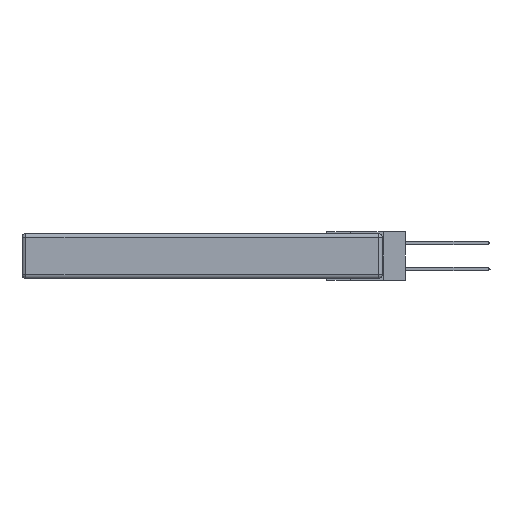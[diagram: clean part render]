
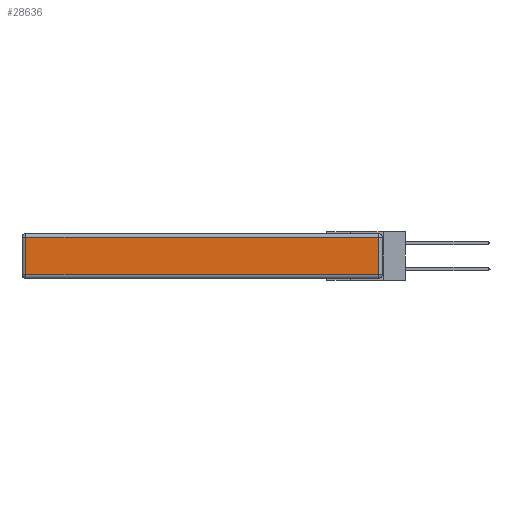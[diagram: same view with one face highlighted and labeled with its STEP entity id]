
A CAD part, left-side view. The second image highlights one B-rep face of the part: STEP entity #28636.
In plain terms, the highlighted planar face has unit normal (-1, 0, 0).
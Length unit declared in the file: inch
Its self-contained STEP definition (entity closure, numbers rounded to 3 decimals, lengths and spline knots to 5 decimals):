
#2587 = DIRECTION ( 'NONE',  ( 0., -1., 0. ) ) ;
#4776 = VECTOR ( 'NONE', #15466, 39.37008 ) ;
#6526 = ORIENTED_EDGE ( 'NONE', *, *, #32771, .T. ) ;
#7166 = DIRECTION ( 'NONE',  ( 0., 1., 0. ) ) ;
#8083 = ORIENTED_EDGE ( 'NONE', *, *, #33737, .T. ) ;
#10600 = CARTESIAN_POINT ( 'NONE',  ( 0., 0., -0.343 ) ) ;
#12440 = CARTESIAN_POINT ( 'NONE',  ( 0., 2.72, -0.313 ) ) ;
#12851 = EDGE_CURVE ( 'NONE', #32307, #17421, #26260, .T. ) ;
#15349 = CARTESIAN_POINT ( 'NONE',  ( 0., 0.03, -0.343 ) ) ;
#15466 = DIRECTION ( 'NONE',  ( 0., 0., 1. ) ) ;
#15866 = VERTEX_POINT ( 'NONE', #12440 ) ;
#15894 = VERTEX_POINT ( 'NONE', #23410 ) ;
#16149 = CARTESIAN_POINT ( 'NONE',  ( 0., 0.03, -0.313 ) ) ;
#16467 = AXIS2_PLACEMENT_3D ( 'NONE', #10600, #18373, #18497 ) ;
#17421 = VERTEX_POINT ( 'NONE', #22263 ) ;
#17736 = EDGE_CURVE ( 'NONE', #17421, #15894, #19077, .T. ) ;
#18373 = DIRECTION ( 'NONE',  ( -1., 0., 0. ) ) ;
#18497 = DIRECTION ( 'NONE',  ( 0., 0., 1. ) ) ;
#19077 = LINE ( 'NONE', #33856, #19950 ) ;
#19833 = ORIENTED_EDGE ( 'NONE', *, *, #17736, .T. ) ;
#19950 = VECTOR ( 'NONE', #7166, 39.37008 ) ;
#22263 = CARTESIAN_POINT ( 'NONE',  ( 0., 0.03, -0.03 ) ) ;
#22572 = CARTESIAN_POINT ( 'NONE',  ( 0., 2.72, -0.343 ) ) ;
#23410 = CARTESIAN_POINT ( 'NONE',  ( 0., 2.72, -0.03 ) ) ;
#23797 = CARTESIAN_POINT ( 'NONE',  ( 0., 0., -0.313 ) ) ;
#25117 = VECTOR ( 'NONE', #2587, 39.37008 ) ;
#26260 = LINE ( 'NONE', #15349, #4776 ) ;
#26295 = LINE ( 'NONE', #22572, #27530 ) ;
#27530 = VECTOR ( 'NONE', #30554, 39.37008 ) ;
#28636 = ADVANCED_FACE ( 'NONE', ( #28874 ), #29674, .T. ) ;
#28874 = FACE_OUTER_BOUND ( 'NONE', #30035, .T. ) ;
#29241 = ORIENTED_EDGE ( 'NONE', *, *, #12851, .T. ) ;
#29674 = PLANE ( 'NONE',  #16467 ) ;
#30035 = EDGE_LOOP ( 'NONE', ( #6526, #29241, #19833, #8083 ) ) ;
#30554 = DIRECTION ( 'NONE',  ( 0., 0., -1. ) ) ;
#32307 = VERTEX_POINT ( 'NONE', #16149 ) ;
#32667 = LINE ( 'NONE', #23797, #25117 ) ;
#32771 = EDGE_CURVE ( 'NONE', #15866, #32307, #32667, .T. ) ;
#33737 = EDGE_CURVE ( 'NONE', #15894, #15866, #26295, .T. ) ;
#33856 = CARTESIAN_POINT ( 'NONE',  ( 0., 2.75, -0.03 ) ) ;
